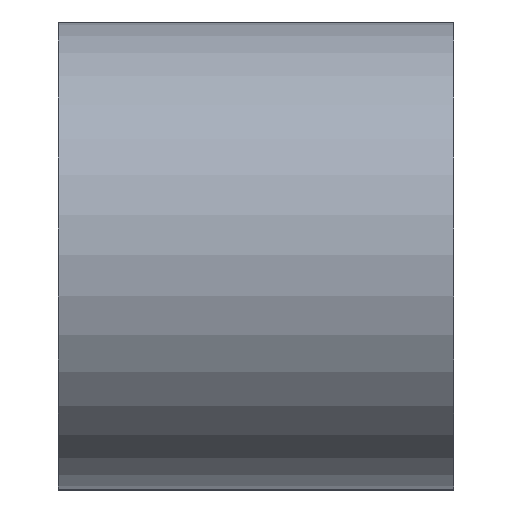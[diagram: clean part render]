
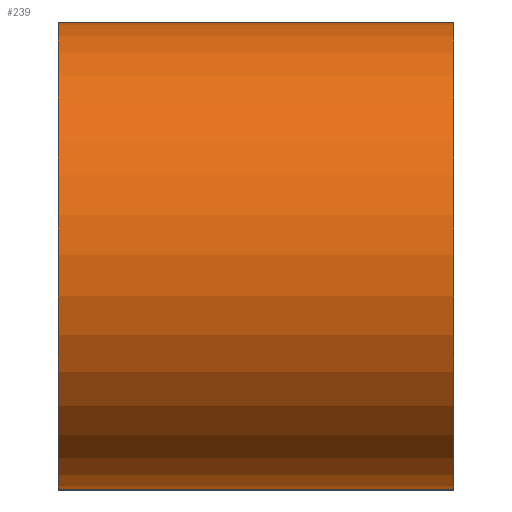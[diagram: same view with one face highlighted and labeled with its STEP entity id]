
A CAD part, top view. The second image highlights one B-rep face of the part: STEP entity #239.
In plain terms, the highlighted cylindrical face has radius 32.5 mm (diameter 65 mm), a partial arc.
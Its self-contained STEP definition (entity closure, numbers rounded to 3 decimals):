
#36=FACE_OUTER_BOUND('',#50,.T.);
#50=EDGE_LOOP('',(#213,#214,#215,#216));
#68=LINE('',#572,#86);
#69=LINE('',#576,#87);
#86=VECTOR('',#343,10.);
#87=VECTOR('',#348,10.);
#102=CIRCLE('',#280,32.5);
#103=CIRCLE('',#283,32.5);
#123=VERTEX_POINT('',#564);
#124=VERTEX_POINT('',#566);
#125=VERTEX_POINT('',#570);
#126=VERTEX_POINT('',#574);
#153=EDGE_CURVE('',#123,#124,#102,.T.);
#156=EDGE_CURVE('',#123,#125,#68,.T.);
#157=EDGE_CURVE('',#126,#125,#103,.T.);
#158=EDGE_CURVE('',#124,#126,#69,.T.);
#213=ORIENTED_EDGE('',*,*,#156,.T.);
#214=ORIENTED_EDGE('',*,*,#157,.F.);
#215=ORIENTED_EDGE('',*,*,#158,.F.);
#216=ORIENTED_EDGE('',*,*,#153,.F.);
#228=CYLINDRICAL_SURFACE('',#282,32.5);
#239=ADVANCED_FACE('',(#36),#228,.T.);
#280=AXIS2_PLACEMENT_3D('',#567,#337,#338);
#282=AXIS2_PLACEMENT_3D('',#573,#344,#345);
#283=AXIS2_PLACEMENT_3D('',#575,#346,#347);
#337=DIRECTION('center_axis',(-1.,0.,0.));
#338=DIRECTION('ref_axis',(0.,1.,0.));
#343=DIRECTION('',(1.,0.,0.));
#344=DIRECTION('center_axis',(1.,0.,0.));
#345=DIRECTION('ref_axis',(0.,1.,0.));
#346=DIRECTION('center_axis',(1.,0.,0.));
#347=DIRECTION('ref_axis',(0.,1.,0.));
#348=DIRECTION('',(1.,0.,0.));
#564=CARTESIAN_POINT('',(-27.5,-32.5,0.));
#566=CARTESIAN_POINT('',(-27.5,32.5,0.));
#567=CARTESIAN_POINT('Origin',(-27.5,0.,0.));
#570=CARTESIAN_POINT('',(27.5,-32.5,0.));
#572=CARTESIAN_POINT('',(0.,-32.5,0.));
#573=CARTESIAN_POINT('Origin',(0.,0.,0.));
#574=CARTESIAN_POINT('',(27.5,32.5,0.));
#575=CARTESIAN_POINT('Origin',(27.5,0.,0.));
#576=CARTESIAN_POINT('',(0.,32.5,0.));
